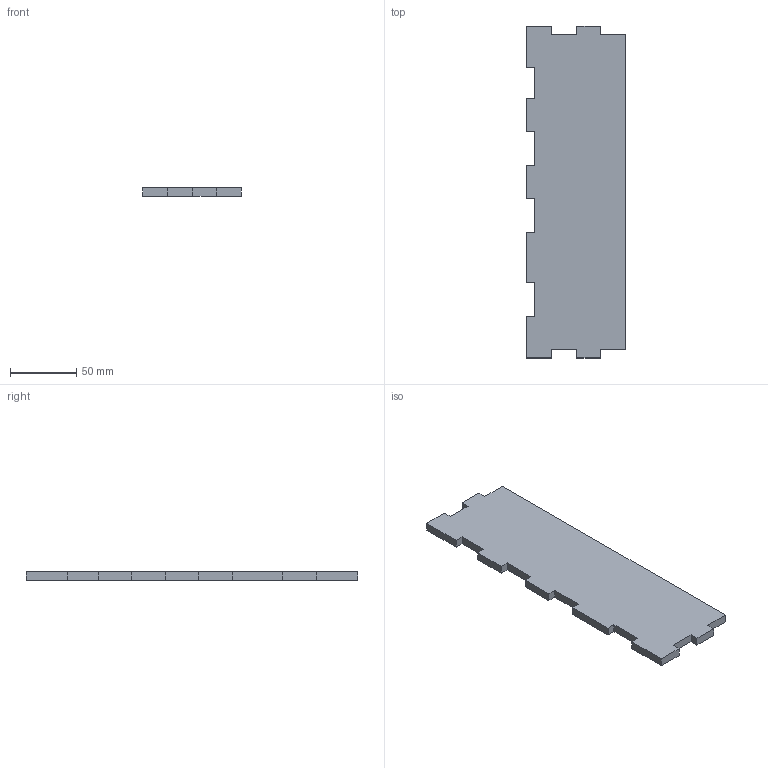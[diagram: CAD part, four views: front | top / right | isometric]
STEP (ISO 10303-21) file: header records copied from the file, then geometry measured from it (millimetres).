
FILE_DESCRIPTION (( 'STEP AP214' ), '1' );
FILE_NAME ('Part5^left_side_tank_jammer_sum24.STEP', '2024-09-17T15:21:03', ( '' ), ( '' ), 'SwSTEP 2.0', 'SolidWorks 2024', '' );
FILE_SCHEMA (( 'AUTOMOTIVE_DESIGN' ));
Length unit declared in the file: inch
Products named in the file (1): Part5^left_side_tank_jammer_sum24
Bounding box: 74.93 x 251.46 x 6.35 mm (x, y, z)
Volume: 112579.1 mm3; surface area: 40087 mm2
Topology: 1 solids, 1 shells, 34 faces, 96 edges, 64 vertices
Faces by surface type: plane 34
Entity records: 1107 total; most frequent: CARTESIAN_POINT 195, ORIENTED_EDGE 192, DIRECTION 166, VECTOR 96, LINE 96, EDGE_CURVE 96, VERTEX_POINT 64, AXIS2_PLACEMENT_3D 35
